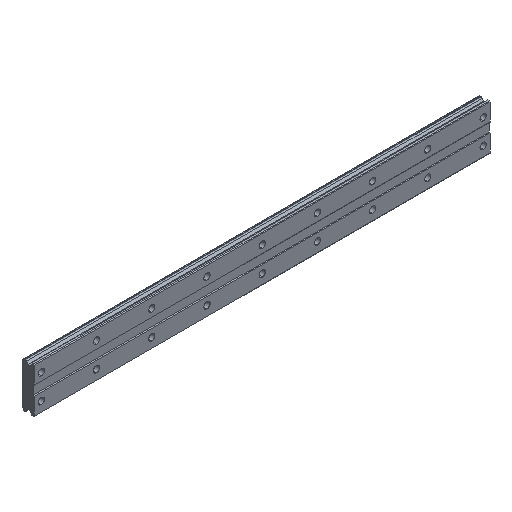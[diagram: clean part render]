
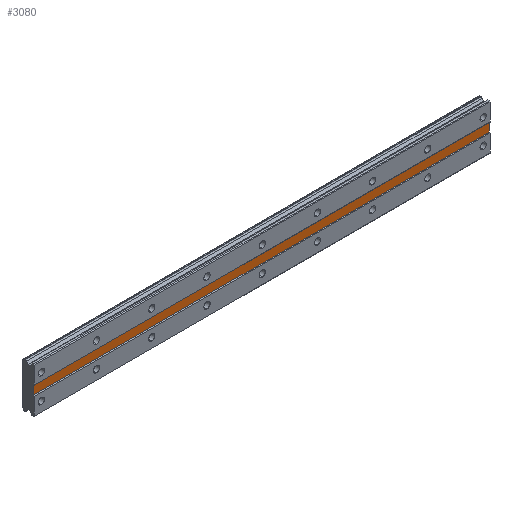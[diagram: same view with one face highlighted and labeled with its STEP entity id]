
A CAD part, isometric view. The second image highlights one B-rep face of the part: STEP entity #3080.
In plain terms, the highlighted planar face has unit normal (0, -1, 0).
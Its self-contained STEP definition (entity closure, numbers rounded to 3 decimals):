
#66 = EDGE_CURVE ( 'NONE', #3876, #493, #3506, .T. ) ;
#138 = EDGE_LOOP ( 'NONE', ( #2911, #1296, #1885, #2121 ) ) ;
#413 = VECTOR ( 'NONE', #2106, 1000. ) ;
#493 = VERTEX_POINT ( 'NONE', #3384 ) ;
#588 = EDGE_CURVE ( 'NONE', #3440, #2349, #3188, .T. ) ;
#621 = VECTOR ( 'NONE', #1688, 1000. ) ;
#714 = PLANE ( 'NONE',  #2596 ) ;
#765 = CARTESIAN_POINT ( 'NONE',  ( 325., 0.5, -3. ) ) ;
#807 = CARTESIAN_POINT ( 'NONE',  ( -5., 0.5, 16.615 ) ) ;
#1296 = ORIENTED_EDGE ( 'NONE', *, *, #3032, .F. ) ;
#1323 = VECTOR ( 'NONE', #3079, 1000. ) ;
#1572 = VECTOR ( 'NONE', #3229, 1000. ) ;
#1650 = CARTESIAN_POINT ( 'NONE',  ( -5., 0.5, 3. ) ) ;
#1655 = DIRECTION ( 'NONE',  ( 0., 1., 0. ) ) ;
#1688 = DIRECTION ( 'NONE',  ( -1., 0., 0. ) ) ;
#1885 = ORIENTED_EDGE ( 'NONE', *, *, #588, .T. ) ;
#1990 = CARTESIAN_POINT ( 'NONE',  ( 325., 0.5, 3. ) ) ;
#2106 = DIRECTION ( 'NONE',  ( 0., 0., -1. ) ) ;
#2121 = ORIENTED_EDGE ( 'NONE', *, *, #3617, .T. ) ;
#2195 = LINE ( 'NONE', #3119, #1323 ) ;
#2349 = VERTEX_POINT ( 'NONE', #1650 ) ;
#2433 = CARTESIAN_POINT ( 'NONE',  ( 325., 0.5, 3. ) ) ;
#2596 = AXIS2_PLACEMENT_3D ( 'NONE', #1990, #1655, #3204 ) ;
#2906 = CARTESIAN_POINT ( 'NONE',  ( 325., 0.5, -3. ) ) ;
#2911 = ORIENTED_EDGE ( 'NONE', *, *, #66, .F. ) ;
#3032 = EDGE_CURVE ( 'NONE', #3440, #3876, #2195, .T. ) ;
#3079 = DIRECTION ( 'NONE',  ( 0., 0., -1. ) ) ;
#3080 = ADVANCED_FACE ( 'NONE', ( #3149 ), #714, .F. ) ;
#3119 = CARTESIAN_POINT ( 'NONE',  ( 325., 0.5, 16.615 ) ) ;
#3149 = FACE_OUTER_BOUND ( 'NONE', #138, .T. ) ;
#3188 = LINE ( 'NONE', #3850, #1572 ) ;
#3204 = DIRECTION ( 'NONE',  ( 0., 0., 1. ) ) ;
#3229 = DIRECTION ( 'NONE',  ( -1., 0., 0. ) ) ;
#3259 = LINE ( 'NONE', #807, #413 ) ;
#3384 = CARTESIAN_POINT ( 'NONE',  ( -5., 0.5, -3. ) ) ;
#3440 = VERTEX_POINT ( 'NONE', #2433 ) ;
#3506 = LINE ( 'NONE', #765, #621 ) ;
#3617 = EDGE_CURVE ( 'NONE', #2349, #493, #3259, .T. ) ;
#3850 = CARTESIAN_POINT ( 'NONE',  ( 325., 0.5, 3. ) ) ;
#3876 = VERTEX_POINT ( 'NONE', #2906 ) ;
